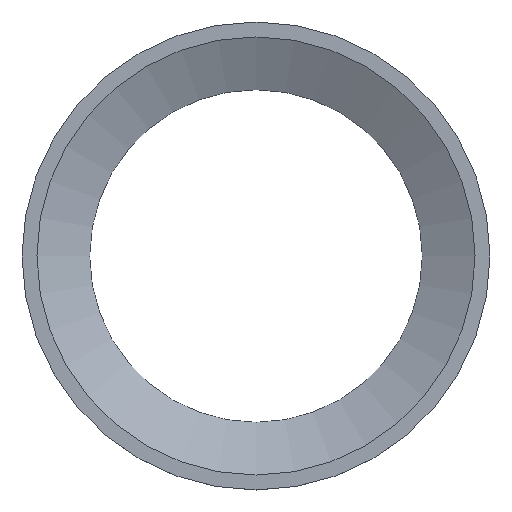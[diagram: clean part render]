
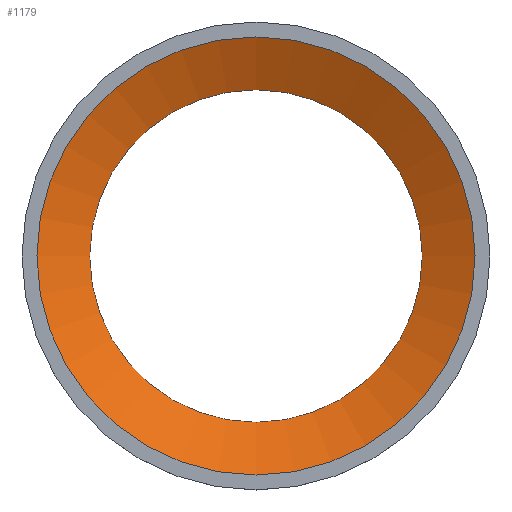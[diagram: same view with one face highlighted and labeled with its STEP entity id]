
A CAD part, top view. The second image highlights one B-rep face of the part: STEP entity #1179.
In plain terms, the highlighted conical face has half-angle 64.747 degrees and reference radius 22 mm.
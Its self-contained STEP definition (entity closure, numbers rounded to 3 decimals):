
#895 = VERTEX_POINT('',#896);
#896 = CARTESIAN_POINT('',(16.7,0.,5.));
#902 = EDGE_CURVE('',#895,#895,#903,.T.);
#903 = CIRCLE('',#904,16.7);
#904 = AXIS2_PLACEMENT_3D('',#905,#906,#907);
#905 = CARTESIAN_POINT('',(0.,0.,5.));
#906 = DIRECTION('',(0.,0.,-1.));
#907 = DIRECTION('',(1.,0.,0.));
#1179 = ADVANCED_FACE('',(#1180),#1199,.F.);
#1180 = FACE_BOUND('',#1181,.F.);
#1181 = EDGE_LOOP('',(#1182,#1191,#1197,#1198));
#1182 = ORIENTED_EDGE('',*,*,#1183,.T.);
#1183 = EDGE_CURVE('',#1184,#1184,#1186,.T.);
#1184 = VERTEX_POINT('',#1185);
#1185 = CARTESIAN_POINT('',(22.,0.,7.5));
#1186 = CIRCLE('',#1187,22.);
#1187 = AXIS2_PLACEMENT_3D('',#1188,#1189,#1190);
#1188 = CARTESIAN_POINT('',(0.,0.,7.5));
#1189 = DIRECTION('',(0.,0.,-1.));
#1190 = DIRECTION('',(1.,0.,0.));
#1191 = ORIENTED_EDGE('',*,*,#1192,.T.);
#1192 = EDGE_CURVE('',#1184,#895,#1193,.T.);
#1193 = LINE('',#1194,#1195);
#1194 = CARTESIAN_POINT('',(22.,0.,7.5));
#1195 = VECTOR('',#1196,1.);
#1196 = DIRECTION('',(-0.904,0.,-0.427));
#1197 = ORIENTED_EDGE('',*,*,#902,.F.);
#1198 = ORIENTED_EDGE('',*,*,#1192,.F.);
#1199 = CONICAL_SURFACE('',#1200,22.,1.13);
#1200 = AXIS2_PLACEMENT_3D('',#1201,#1202,#1203);
#1201 = CARTESIAN_POINT('',(0.,0.,7.5));
#1202 = DIRECTION('',(0.,0.,1.));
#1203 = DIRECTION('',(1.,0.,0.));
